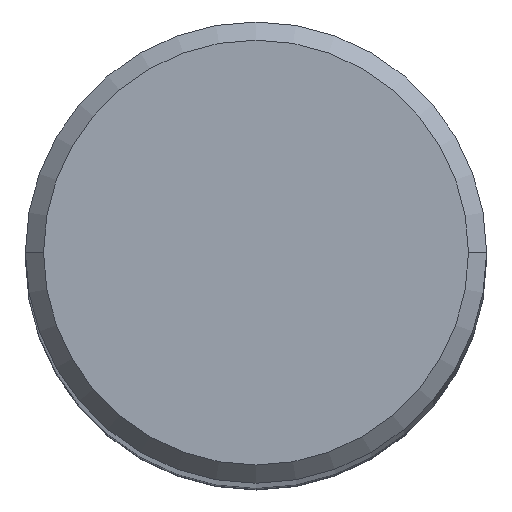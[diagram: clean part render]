
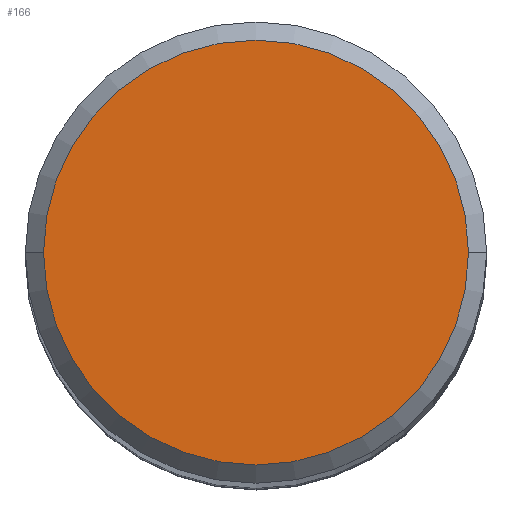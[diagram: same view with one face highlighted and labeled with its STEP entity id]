
A CAD part, top view. The second image highlights one B-rep face of the part: STEP entity #166.
In plain terms, the highlighted planar face has unit normal (0, 0, 1).
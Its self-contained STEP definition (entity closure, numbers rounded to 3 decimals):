
#30=PLANE('',#1101);
#166=ADVANCED_FACE('',(#227),#30,.F.);
#227=FACE_OUTER_BOUND('',#283,.T.);
#283=EDGE_LOOP('',(#482,#483,#484,#485));
#482=ORIENTED_EDGE('',*,*,#691,.T.);
#483=ORIENTED_EDGE('',*,*,#689,.T.);
#484=ORIENTED_EDGE('',*,*,#688,.T.);
#485=ORIENTED_EDGE('',*,*,#692,.T.);
#580=VERTEX_POINT('',#2734);
#581=VERTEX_POINT('',#2736);
#582=VERTEX_POINT('',#2738);
#583=VERTEX_POINT('',#2742);
#688=EDGE_CURVE('',#581,#580,#832,.T.);
#689=EDGE_CURVE('',#582,#581,#833,.T.);
#691=EDGE_CURVE('',#583,#582,#834,.T.);
#692=EDGE_CURVE('',#580,#583,#835,.T.);
#832=CIRCLE('',#1095,11.7);
#833=CIRCLE('',#1096,11.7);
#834=CIRCLE('',#1098,11.7);
#835=CIRCLE('',#1099,11.7);
#1095=AXIS2_PLACEMENT_3D('',#2735,#1337,#1338);
#1096=AXIS2_PLACEMENT_3D('',#2737,#1339,#1340);
#1098=AXIS2_PLACEMENT_3D('',#2741,#1344,#1345);
#1099=AXIS2_PLACEMENT_3D('',#2743,#1346,#1347);
#1101=AXIS2_PLACEMENT_3D('',#2745,#1350,#1351);
#1337=DIRECTION('',(0.,0.,1.));
#1338=DIRECTION('',(0.,-1.,0.));
#1339=DIRECTION('',(0.,0.,1.));
#1340=DIRECTION('',(-1.,0.,0.));
#1344=DIRECTION('',(0.,0.,1.));
#1345=DIRECTION('',(0.,1.,0.));
#1346=DIRECTION('',(0.,0.,1.));
#1347=DIRECTION('',(1.,0.,0.));
#1350=DIRECTION('',(0.,0.,-1.));
#1351=DIRECTION('',(1.,0.,0.));
#2734=CARTESIAN_POINT('',(11.7,0.,0.));
#2735=CARTESIAN_POINT('',(0.,0.,0.));
#2736=CARTESIAN_POINT('',(0.,-11.7,0.));
#2737=CARTESIAN_POINT('',(0.,0.,0.));
#2738=CARTESIAN_POINT('',(-11.7,0.,0.));
#2741=CARTESIAN_POINT('',(0.,0.,0.));
#2742=CARTESIAN_POINT('',(0.,11.7,0.));
#2743=CARTESIAN_POINT('',(0.,0.,0.));
#2745=CARTESIAN_POINT('',(0.,0.,0.));
